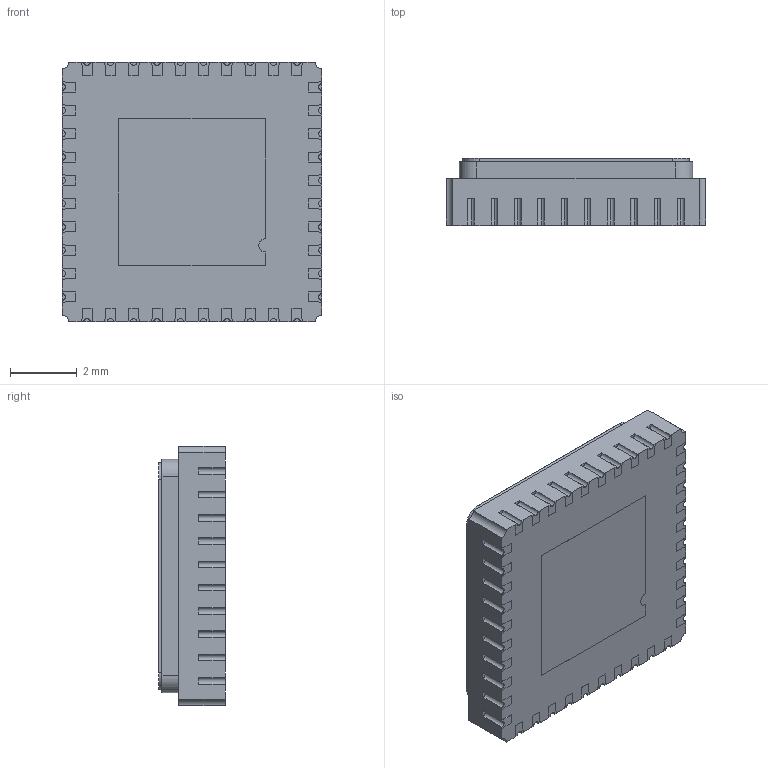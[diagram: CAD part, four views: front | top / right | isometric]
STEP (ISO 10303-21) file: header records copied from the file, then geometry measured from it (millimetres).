
FILE_DESCRIPTION (( 'STEP AP214' ), '1' );
FILE_NAME ('5164.40-1.STEP', '2018-04-28T11:30:49', ( 'Admin' ), ( '' ), 'SwSTEP 2.0', 'SolidWorks 2015', '' );
FILE_SCHEMA (( 'AUTOMOTIVE_DESIGN' ));
Length unit declared in the file: millimetre
Products named in the file (10): 玉腩忭 牮桉蜞腚; 眒忣.741126.019 挓鍱鍧; ÒÑÊß.758775.016 Ïëàòà; 5164.40-1; 已蔬.725212.010 署赅; ﾒﾑﾊﾟ.431433.113 ﾑﾁ ﾎ魵瑙韃
Assembly tree (5 placements, depth 3):
  玉腩忭 牮桉蜞腚
  眒忣.741126.019 挓鍱鍧
  ÒÑÊß.758775.016 Ïëàòà
  5164.40-1
    ﾒﾑﾊﾟ.431433.113 ﾑﾁ ﾎ魵瑙韃
      ÒÑÊß.758775.016 Ïëàòà
      眒忣.741126.019 挓鍱鍧
    玉腩忭 牮桉蜞腚
    已蔬.725212.010 署赅
  已蔬.725212.010 署赅
Bounding box: 7.8 x 2 x 7.8 mm (x, y, z)
Volume: 80.9 mm3; surface area: 354 mm2
Topology: 4 solids, 4 shells, 567 faces, 1666 edges, 1110 vertices
Faces by surface type: plane 404, cylinder 159, torus 4
Entity records: 23072 total; most frequent: CARTESIAN_POINT 3353, ORIENTED_EDGE 3332, DIRECTION 3146, EDGE_CURVE 1666, LINE 1340, VECTOR 1340, VERTEX_POINT 1110, AXIS2_PLACEMENT_3D 903
